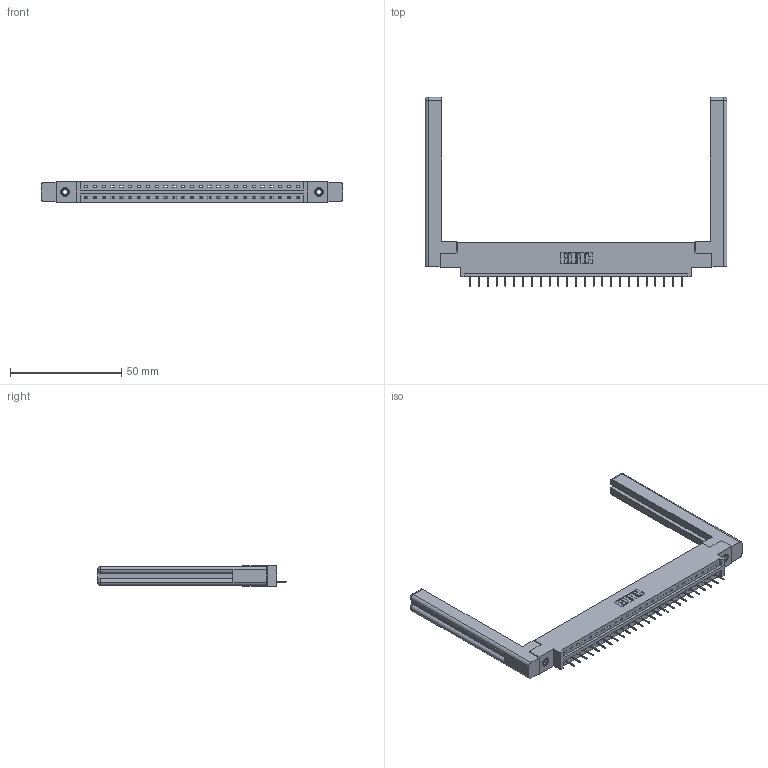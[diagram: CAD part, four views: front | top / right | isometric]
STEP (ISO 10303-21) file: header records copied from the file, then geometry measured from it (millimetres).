
FILE_DESCRIPTION (( 'STEP AP203' ), '1' );
FILE_NAME ('387-025-524-658.STEP', '2019-10-03T11:37:32', ( '' ), ( '' ), 'SwSTEP 2.0', 'SolidWorks 2016', '' );
FILE_SCHEMA (( 'CONFIG_CONTROL_DESIGN' ));
Length unit declared in the file: inch
Products named in the file (5): 345-250-001_345-250-001-102; 387-025-524-658; 307-220-058; 345-292-001_345-293-124; 337 Part_0.170 Offset - 0.156 Dia-TI
Assembly tree (30 placements, depth 2):
  387-025-524-658
    337 Part_0.170 Offset - 0.156 Dia-TI
    345-292-001_345-293-124  x25
    345-250-001_345-250-001-102  x2
    307-220-058  x2
Bounding box: 135.69 x 85.1 x 9.4 mm (x, y, z)
Volume: 20835.5 mm3; surface area: 18997.2 mm2
Topology: 30 solids, 30 shells, 1910 faces, 5477 edges, 3538 vertices
Faces by surface type: plane 1458, cylinder 428, cone 12, torus 12
Entity records: 23622 total; most frequent: CARTESIAN_POINT 4112, ORIENTED_EDGE 4012, DIRECTION 3516, EDGE_CURVE 2006, LINE 1834, VECTOR 1834, VERTEX_POINT 1326, AXIS2_PLACEMENT_3D 841
